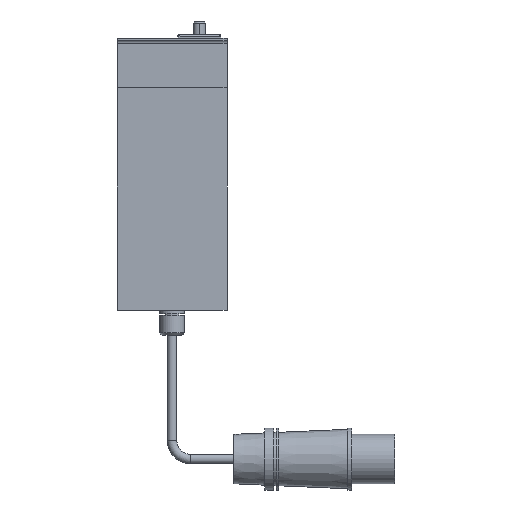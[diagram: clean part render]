
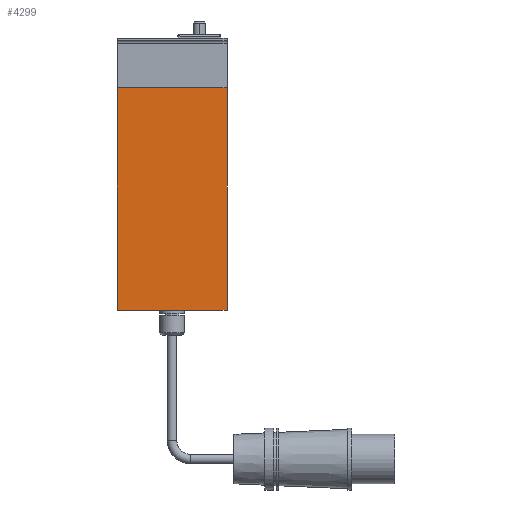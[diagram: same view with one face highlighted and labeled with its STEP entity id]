
A CAD part, left-side view. The second image highlights one B-rep face of the part: STEP entity #4299.
In plain terms, the highlighted planar face has unit normal (-1, 0, 0).
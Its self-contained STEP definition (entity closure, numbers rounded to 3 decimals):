
#137 = VERTEX_POINT ( 'NONE', #4054 ) ;
#312 = LINE ( 'NONE', #2504, #2978 ) ;
#365 = EDGE_LOOP ( 'NONE', ( #444, #4347, #6435, #2430 ) ) ;
#393 = LINE ( 'NONE', #4837, #6233 ) ;
#444 = ORIENTED_EDGE ( 'NONE', *, *, #2980, .T. ) ;
#787 = VERTEX_POINT ( 'NONE', #3286 ) ;
#1110 = VERTEX_POINT ( 'NONE', #5123 ) ;
#1111 = LINE ( 'NONE', #3370, #6339 ) ;
#1970 = VERTEX_POINT ( 'NONE', #6910 ) ;
#2042 = EDGE_CURVE ( 'NONE', #1110, #787, #2678, .T. ) ;
#2085 = DIRECTION ( 'NONE',  ( 0., -1., 0. ) ) ;
#2430 = ORIENTED_EDGE ( 'NONE', *, *, #5564, .T. ) ;
#2504 = CARTESIAN_POINT ( 'NONE',  ( -219., -44.4, -40. ) ) ;
#2678 = LINE ( 'NONE', #5348, #5387 ) ;
#2978 = VECTOR ( 'NONE', #4685, 1000. ) ;
#2980 = EDGE_CURVE ( 'NONE', #137, #1970, #1111, .T. ) ;
#3181 = DIRECTION ( 'NONE',  ( 0., 0., 1. ) ) ;
#3286 = CARTESIAN_POINT ( 'NONE',  ( -219., 44.4, -40. ) ) ;
#3370 = CARTESIAN_POINT ( 'NONE',  ( -219., -44.4, -220. ) ) ;
#3398 = DIRECTION ( 'NONE',  ( -1., 0., 0. ) ) ;
#3928 = CARTESIAN_POINT ( 'NONE',  ( -219., -44.4, -220. ) ) ;
#4054 = CARTESIAN_POINT ( 'NONE',  ( -219., -44.4, -220. ) ) ;
#4299 = ADVANCED_FACE ( 'NONE', ( #5539 ), #6659, .T. ) ;
#4347 = ORIENTED_EDGE ( 'NONE', *, *, #4373, .T. ) ;
#4373 = EDGE_CURVE ( 'NONE', #1970, #787, #312, .T. ) ;
#4568 = AXIS2_PLACEMENT_3D ( 'NONE', #3928, #3398, #4932 ) ;
#4685 = DIRECTION ( 'NONE',  ( 0., 1., 0. ) ) ;
#4837 = CARTESIAN_POINT ( 'NONE',  ( -219., -44.4, -220. ) ) ;
#4932 = DIRECTION ( 'NONE',  ( 0., 0., 1. ) ) ;
#5123 = CARTESIAN_POINT ( 'NONE',  ( -219., 44.4, -220. ) ) ;
#5348 = CARTESIAN_POINT ( 'NONE',  ( -219., 44.4, -220. ) ) ;
#5387 = VECTOR ( 'NONE', #3181, 1000. ) ;
#5539 = FACE_OUTER_BOUND ( 'NONE', #365, .T. ) ;
#5564 = EDGE_CURVE ( 'NONE', #1110, #137, #393, .T. ) ;
#6233 = VECTOR ( 'NONE', #2085, 1000. ) ;
#6339 = VECTOR ( 'NONE', #6625, 1000. ) ;
#6435 = ORIENTED_EDGE ( 'NONE', *, *, #2042, .F. ) ;
#6625 = DIRECTION ( 'NONE',  ( 0., 0., 1. ) ) ;
#6659 = PLANE ( 'NONE',  #4568 ) ;
#6910 = CARTESIAN_POINT ( 'NONE',  ( -219., -44.4, -40. ) ) ;
